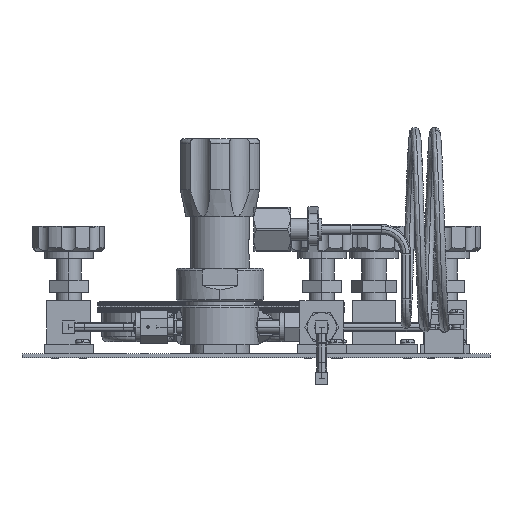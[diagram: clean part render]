
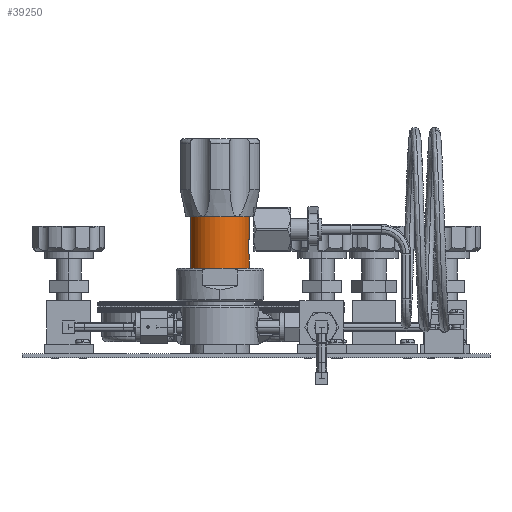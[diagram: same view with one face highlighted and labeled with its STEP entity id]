
A CAD part, front view. The second image highlights one B-rep face of the part: STEP entity #39250.
In plain terms, the highlighted cylindrical face has radius 19.05 mm (diameter 38.1 mm), a partial arc.
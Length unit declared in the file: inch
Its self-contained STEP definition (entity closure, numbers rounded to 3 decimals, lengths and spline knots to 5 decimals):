
#38809=CARTESIAN_POINT('',(0.75,0.,2.9551));
#38810=CARTESIAN_POINT('',(0.75,-0.01345,2.9551));
#38811=CARTESIAN_POINT('',(0.74929,-0.0403,
2.95249));
#38812=CARTESIAN_POINT('',(0.7459,-0.08177,
2.93949));
#38813=CARTESIAN_POINT('',(0.74061,-0.12008,
2.91727));
#38814=CARTESIAN_POINT('',(0.7347,-0.15165,
2.88848));
#38815=CARTESIAN_POINT('',(0.72899,-0.17672,
2.85377));
#38816=CARTESIAN_POINT('',(0.72443,-0.1943,
2.81397));
#38817=CARTESIAN_POINT('',(0.72201,-0.20299,
2.77142));
#38818=CARTESIAN_POINT('',(0.722,-0.20302,
2.73036));
#38819=CARTESIAN_POINT('',(0.72441,-0.19437,
2.68774));
#38820=CARTESIAN_POINT('',(0.72898,-0.17678,
2.64784));
#38821=CARTESIAN_POINT('',(0.73467,-0.15175,
2.61315));
#38822=CARTESIAN_POINT('',(0.74054,-0.12047,
2.58455));
#38823=CARTESIAN_POINT('',(0.74582,-0.08249,
2.56234));
#38824=CARTESIAN_POINT('',(0.74926,-0.04105,
2.54914));
#38825=CARTESIAN_POINT('',(0.75,-0.01376,2.5464));
#38826=CARTESIAN_POINT('',(0.75,0.,2.5464));
#38856=CARTESIAN_POINT('',(0.75,0.,2.5464));
#38888=DIRECTION('',(0.,0.,-1.));
#38889=VECTOR('',#38888,1.12565);
#38890=CARTESIAN_POINT('',(0.75,0.,4.08075));
#38891=LINE('',#38890,#38889);
#38892=DIRECTION('',(0.,0.,1.));
#38893=VECTOR('',#38892,1.88652);
#38894=CARTESIAN_POINT('',(-0.75,0.,2.19423));
#38895=LINE('',#38894,#38893);
#38896=DIRECTION('',(0.,0.,-1.));
#38897=VECTOR('',#38896,0.35217);
#38898=CARTESIAN_POINT('',(0.75,0.,2.5464));
#38899=LINE('',#38898,#38897);
#38900=CARTESIAN_POINT('',(0.,0.,4.08075));
#38901=DIRECTION('',(0.,0.,1.));
#38902=DIRECTION('',(-1.,0.,0.));
#38903=AXIS2_PLACEMENT_3D('',#38900,#38901,#38902);
#38933=CARTESIAN_POINT('',(0.,0.,2.19423));
#38934=DIRECTION('',(0.,0.,-1.));
#38935=DIRECTION('',(1.,0.,0.));
#38936=AXIS2_PLACEMENT_3D('',#38933,#38934,#38935);
#39169=VERTEX_POINT('',#38856);
#39209=CARTESIAN_POINT('',(-0.75,0.,2.19423));
#39210=CARTESIAN_POINT('',(-0.75,0.,4.08075));
#39211=VERTEX_POINT('',#39209);
#39212=VERTEX_POINT('',#39210);
#39213=CARTESIAN_POINT('',(0.75,0.,2.19423));
#39214=VERTEX_POINT('',#39213);
#39215=CARTESIAN_POINT('',(0.75,0.,4.08075));
#39216=VERTEX_POINT('',#39215);
#39217=CARTESIAN_POINT('',(0.75,0.,2.9551));
#39218=VERTEX_POINT('',#39217);
#39231=CARTESIAN_POINT('',(0.,0.,3.13749));
#39232=DIRECTION('',(0.,0.,1.));
#39233=DIRECTION('',(1.,0.,0.));
#39234=AXIS2_PLACEMENT_3D('',#39231,#39232,#39233);
#39235=CYLINDRICAL_SURFACE('',#39234,0.75);
#39237=ORIENTED_EDGE('',*,*,#39236,.T.);
#39239=ORIENTED_EDGE('',*,*,#39238,.T.);
#39241=ORIENTED_EDGE('',*,*,#39240,.T.);
#39243=ORIENTED_EDGE('',*,*,#39242,.T.);
#39245=ORIENTED_EDGE('',*,*,#39244,.T.);
#39247=ORIENTED_EDGE('',*,*,#39246,.T.);
#39248=EDGE_LOOP('',(#39237,#39239,#39241,#39243,#39245,#39247));
#39249=FACE_OUTER_BOUND('',#39248,.F.);
#39250=ADVANCED_FACE('',(#39249),#39235,.T.);
#38827=B_SPLINE_CURVE_WITH_KNOTS('',3,(#38809,#38810,#38811,#38812,#38813,
#38814,#38815,#38816,#38817,#38818,#38819,#38820,#38821,#38822,#38823,#38824,
#38825,#38826),.UNSPECIFIED.,.F.,.F.,(4,1,1,1,1,1,1,1,1,1,1,1,1,1,1,4),(0.,
0.06667,0.13333,0.2,0.26667,0.33333,
0.4,0.46667,0.53333,0.6,0.66667,
0.73333,0.8,0.86667,0.93333,1.),
.UNSPECIFIED.);
#38904=CIRCLE('',#38903,0.75);
#38937=CIRCLE('',#38936,0.75);
#39236=EDGE_CURVE('',#39218,#39169,#38827,.T.);
#39238=EDGE_CURVE('',#39169,#39214,#38899,.T.);
#39240=EDGE_CURVE('',#39214,#39211,#38937,.T.);
#39242=EDGE_CURVE('',#39211,#39212,#38895,.T.);
#39244=EDGE_CURVE('',#39212,#39216,#38904,.T.);
#39246=EDGE_CURVE('',#39216,#39218,#38891,.T.);
